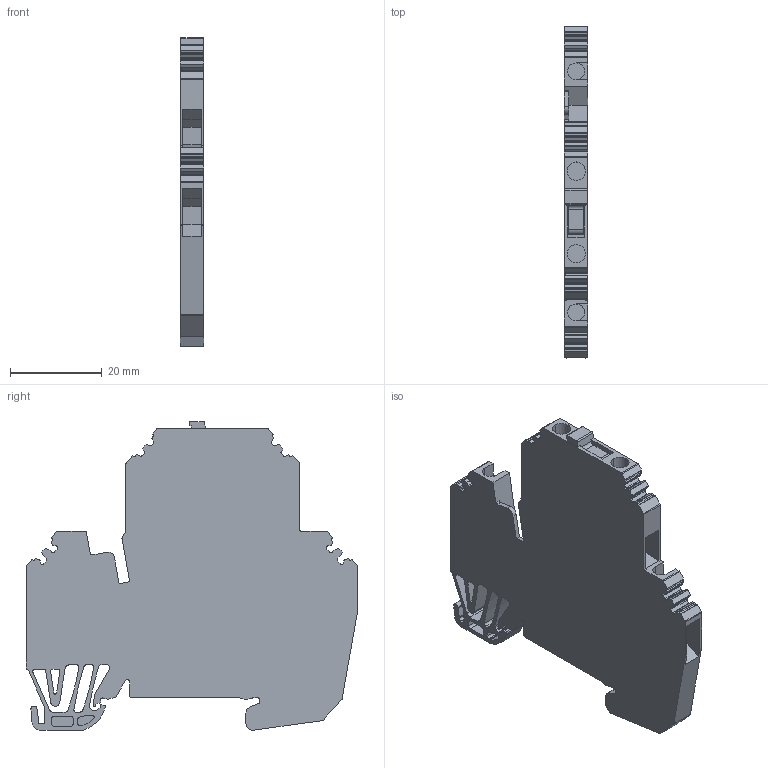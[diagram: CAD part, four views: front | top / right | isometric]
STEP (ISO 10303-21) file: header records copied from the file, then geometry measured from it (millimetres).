
FILE_DESCRIPTION(('CATIA V5 STEP Exchange','CAx-IF Rec.Pracs.--- Model Styling and Organization---1.5--- 2016-08-15','CAx-IF Rec.Pracs.---Supplemental Geometry---1.0---2011-11-01','CAx-IF Rec.Pracs.--- Composite Materials ---1.1---2010-07-15'),'2;1');
FILE_NAME ('D1450222_3', '2024-05-30T06:24:23+00:00', ('none'), ('Weidmueller'), 'CATIA Version 5-6 Release 2022 SP4 HF5', 'CATIA V5 STEP AP214 v3', 'none');
FILE_SCHEMA(('AUTOMOTIVE_DESIGN { 1 0 10303 214 1 1 1 1 }'));
Length unit declared in the file: millimetre
Products named in the file (1): 1247290000_WDK_2-5-TR-DU
Bounding box: 5.1 x 72.5 x 67.39 mm (x, y, z)
Volume: 15326.4 mm3; surface area: 10463.9 mm2
Topology: 1 solids, 2 shells, 463 faces, 1349 edges, 897 vertices
Faces by surface type: plane 249, cylinder 182, extrusion 32
Entity records: 16105 total; most frequent: CARTESIAN_POINT 3738, ORIENTED_EDGE 2698, DIRECTION 2035, EDGE_CURVE 1349, VECTOR 951, LINE 919, VERTEX_POINT 897, AXIS2_PLACEMENT_3D 697
